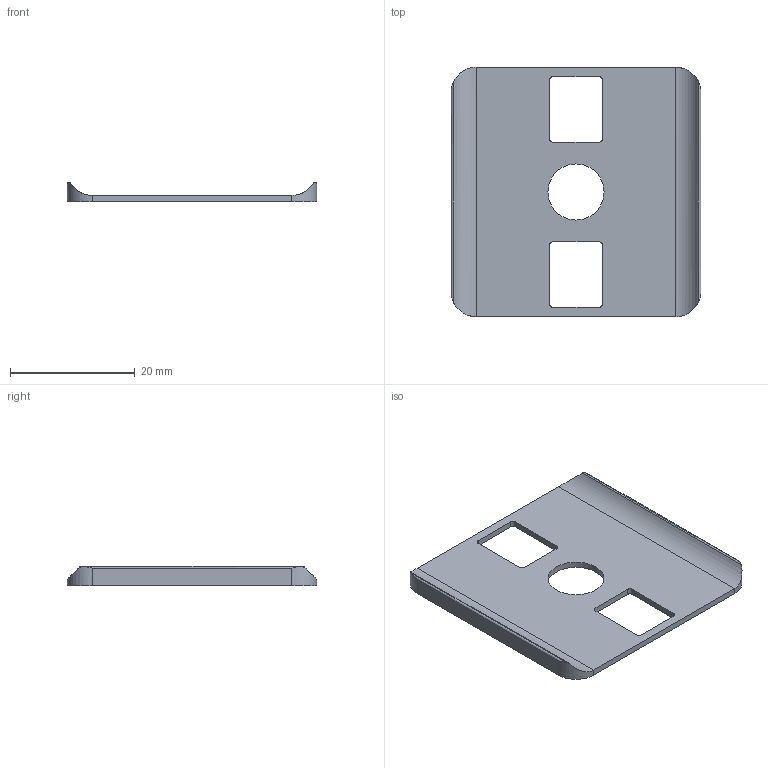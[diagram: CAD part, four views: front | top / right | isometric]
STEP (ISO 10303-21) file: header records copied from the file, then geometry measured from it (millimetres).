
FILE_DESCRIPTION (( 'STEP AP214' ), '1' );
FILE_NAME ('FIXE08E1624-Joint de rayon 8 40x40 ép. 1 mm.step', '2023-03-24T10:05:06', ( 'Altae' ), ( '' ), 'SwSTEP 2.0', 'SolidWorks 2021', '' );
FILE_SCHEMA (( 'AUTOMOTIVE_DESIGN' ));
Length unit declared in the file: millimetre
Products named in the file (1): FIXE08E1624-Joint de rayon 8 40x40 廧. 1 mm
Bounding box: 40 x 40 x 3.1 mm (x, y, z)
Volume: 1575.1 mm3; surface area: 3159.6 mm2
Topology: 1 solids, 1 shells, 34 faces, 92 edges, 60 vertices
Faces by surface type: cylinder 20, plane 14
Entity records: 1150 total; most frequent: CARTESIAN_POINT 251, ORIENTED_EDGE 184, DIRECTION 174, EDGE_CURVE 92, VERTEX_POINT 60, AXIS2_PLACEMENT_3D 59, LINE 56, VECTOR 56
